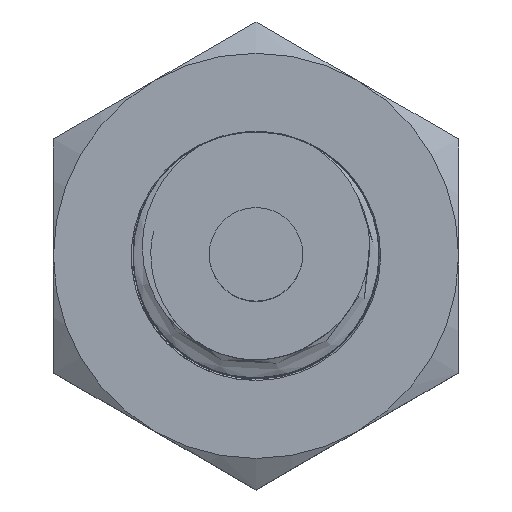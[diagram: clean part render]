
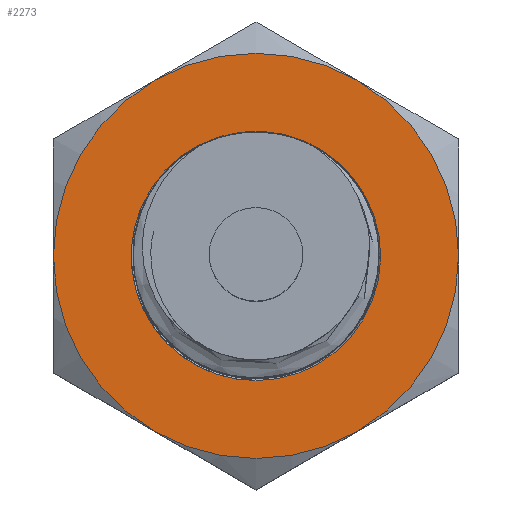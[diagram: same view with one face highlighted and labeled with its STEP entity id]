
A CAD part, top view. The second image highlights one B-rep face of the part: STEP entity #2273.
In plain terms, the highlighted face is planar.
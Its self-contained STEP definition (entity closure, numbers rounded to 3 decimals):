
#36=FACE_BOUND('',#427,.T.);
#45=PLANE('',#2444);
#292=FACE_OUTER_BOUND('',#426,.T.);
#426=EDGE_LOOP('',(#1549,#1550,#1551,#1552,#1553,#1554));
#427=EDGE_LOOP('',(#1555,#1556));
#539=CIRCLE('',#2415,4.);
#541=CIRCLE('',#2423,6.5);
#542=CIRCLE('',#2425,4.);
#550=CIRCLE('',#2445,6.5);
#551=CIRCLE('',#2446,6.5);
#552=CIRCLE('',#2447,6.5);
#553=CIRCLE('',#2448,6.5);
#554=CIRCLE('',#2449,6.5);
#829=VERTEX_POINT('',#3071);
#830=VERTEX_POINT('',#3088);
#842=VERTEX_POINT('',#3361);
#843=VERTEX_POINT('',#3362);
#854=VERTEX_POINT('',#3920);
#857=VERTEX_POINT('',#3937);
#862=VERTEX_POINT('',#3972);
#865=VERTEX_POINT('',#3989);
#1069=EDGE_CURVE('',#830,#829,#539,.T.);
#1087=EDGE_CURVE('',#842,#843,#541,.T.);
#1090=EDGE_CURVE('',#829,#830,#542,.T.);
#1133=EDGE_CURVE('',#843,#857,#550,.T.);
#1134=EDGE_CURVE('',#857,#854,#551,.T.);
#1135=EDGE_CURVE('',#854,#865,#552,.T.);
#1136=EDGE_CURVE('',#865,#862,#553,.T.);
#1137=EDGE_CURVE('',#842,#862,#554,.T.);
#1549=ORIENTED_EDGE('',*,*,#1087,.T.);
#1550=ORIENTED_EDGE('',*,*,#1133,.T.);
#1551=ORIENTED_EDGE('',*,*,#1134,.T.);
#1552=ORIENTED_EDGE('',*,*,#1135,.T.);
#1553=ORIENTED_EDGE('',*,*,#1136,.T.);
#1554=ORIENTED_EDGE('',*,*,#1137,.F.);
#1555=ORIENTED_EDGE('',*,*,#1069,.T.);
#1556=ORIENTED_EDGE('',*,*,#1090,.T.);
#2273=ADVANCED_FACE('',(#292,#36),#45,.F.);
#2415=AXIS2_PLACEMENT_3D('',#3089,#2583,#2584);
#2423=AXIS2_PLACEMENT_3D('',#3363,#2604,#2605);
#2425=AXIS2_PLACEMENT_3D('',#3372,#2608,#2609);
#2444=AXIS2_PLACEMENT_3D('',#4002,#2652,#2653);
#2445=AXIS2_PLACEMENT_3D('',#4003,#2654,#2655);
#2446=AXIS2_PLACEMENT_3D('',#4004,#2656,#2657);
#2447=AXIS2_PLACEMENT_3D('',#4005,#2658,#2659);
#2448=AXIS2_PLACEMENT_3D('',#4006,#2660,#2661);
#2449=AXIS2_PLACEMENT_3D('',#4007,#2662,#2663);
#2583=DIRECTION('center_axis',(0.,1.,0.));
#2584=DIRECTION('ref_axis',(0.,0.,1.));
#2604=DIRECTION('center_axis',(0.,-1.,0.));
#2605=DIRECTION('ref_axis',(0.,0.,1.));
#2608=DIRECTION('center_axis',(0.,1.,0.));
#2609=DIRECTION('ref_axis',(0.,0.,1.));
#2652=DIRECTION('center_axis',(0.,1.,0.));
#2653=DIRECTION('ref_axis',(0.,0.,1.));
#2654=DIRECTION('center_axis',(0.,-1.,0.));
#2655=DIRECTION('ref_axis',(0.,0.,1.));
#2656=DIRECTION('center_axis',(0.,-1.,0.));
#2657=DIRECTION('ref_axis',(0.,0.,1.));
#2658=DIRECTION('center_axis',(0.,-1.,0.));
#2659=DIRECTION('ref_axis',(0.,0.,1.));
#2660=DIRECTION('center_axis',(0.,-1.,0.));
#2661=DIRECTION('ref_axis',(0.,0.,1.));
#2662=DIRECTION('center_axis',(0.,1.,0.));
#2663=DIRECTION('ref_axis',(0.,0.,1.));
#3071=CARTESIAN_POINT('',(-2.828,-2.,-2.828));
#3088=CARTESIAN_POINT('',(0.,-2.,-4.));
#3089=CARTESIAN_POINT('Origin',(0.,-2.,0.));
#3361=CARTESIAN_POINT('',(3.25,-2.,5.629));
#3362=CARTESIAN_POINT('',(-3.25,-2.,5.629));
#3363=CARTESIAN_POINT('Origin',(0.,-2.,0.));
#3372=CARTESIAN_POINT('Origin',(0.,-2.,0.));
#3920=CARTESIAN_POINT('',(-3.25,-2.,-5.629));
#3937=CARTESIAN_POINT('',(-6.5,-2.,0.));
#3972=CARTESIAN_POINT('',(6.5,-2.,0.));
#3989=CARTESIAN_POINT('',(3.25,-2.,-5.629));
#4002=CARTESIAN_POINT('Origin',(-6.5,-2.,-3.753));
#4003=CARTESIAN_POINT('Origin',(0.,-2.,0.));
#4004=CARTESIAN_POINT('Origin',(0.,-2.,0.));
#4005=CARTESIAN_POINT('Origin',(0.,-2.,0.));
#4006=CARTESIAN_POINT('Origin',(0.,-2.,0.));
#4007=CARTESIAN_POINT('Origin',(0.,-2.,0.));
